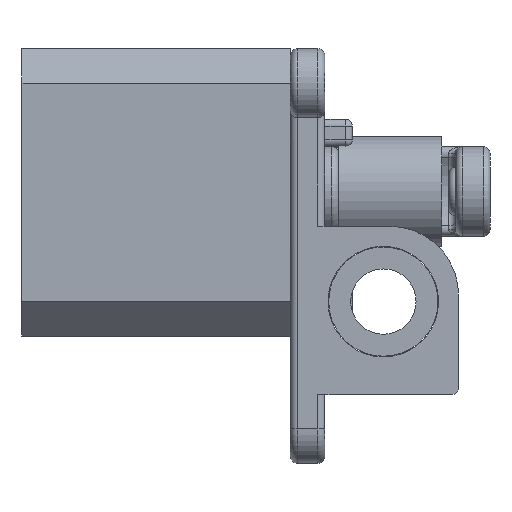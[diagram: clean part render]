
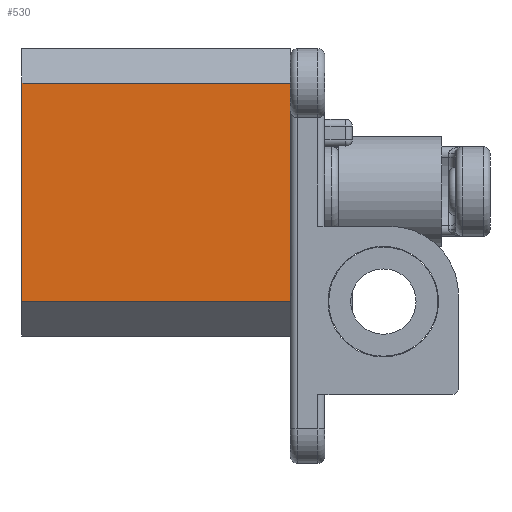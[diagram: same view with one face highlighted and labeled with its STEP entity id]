
A CAD part, left-side view. The second image highlights one B-rep face of the part: STEP entity #530.
In plain terms, the highlighted planar face has unit normal (-1, 0, 0).
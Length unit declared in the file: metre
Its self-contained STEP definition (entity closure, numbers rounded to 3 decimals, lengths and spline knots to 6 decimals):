
#530 = ADVANCED_FACE( '', ( #1162 ), #1163, .F. );
#1162 = FACE_OUTER_BOUND( '', #4263, .T. );
#1163 = PLANE( '', #4264 );
#4263 = EDGE_LOOP( '', ( #6106, #6107, #6108, #6109 ) );
#4264 = AXIS2_PLACEMENT_3D( '', #6110, #6111, #6112 );
#6106 = ORIENTED_EDGE( '', *, *, #6912, .T. );
#6107 = ORIENTED_EDGE( '', *, *, #7212, .T. );
#6108 = ORIENTED_EDGE( '', *, *, #7058, .F. );
#6109 = ORIENTED_EDGE( '', *, *, #6720, .T. );
#6110 = CARTESIAN_POINT( '', ( -0.021, 0.039, 0. ) );
#6111 = DIRECTION( '', ( 1., 0., 0. ) );
#6112 = DIRECTION( '', ( 0., 0., -1. ) );
#6720 = EDGE_CURVE( '', #7425, #7429, #7431, .T. );
#6912 = EDGE_CURVE( '', #7429, #7761, #7763, .T. );
#7058 = EDGE_CURVE( '', #7425, #7992, #7993, .T. );
#7212 = EDGE_CURVE( '', #7761, #7992, #8206, .T. );
#7425 = VERTEX_POINT( '', #8441 );
#7429 = VERTEX_POINT( '', #8447 );
#7431 = LINE( '', #8450, #8451 );
#7761 = VERTEX_POINT( '', #9361 );
#7763 = LINE( '', #9364, #9365 );
#7992 = VERTEX_POINT( '', #10030 );
#7993 = LINE( '', #10031, #10032 );
#8206 = LINE( '', #10513, #10514 );
#8441 = CARTESIAN_POINT( '', ( -0.021, 0.039, -0.016 ) );
#8447 = CARTESIAN_POINT( '', ( -0.021, 0., -0.016 ) );
#8450 = CARTESIAN_POINT( '', ( -0.021, 0.039, -0.016 ) );
#8451 = VECTOR( '', #10935, 1. );
#9361 = CARTESIAN_POINT( '', ( -0.021, 0., 0.01575 ) );
#9364 = CARTESIAN_POINT( '', ( -0.021, 0., 0. ) );
#9365 = VECTOR( '', #11208, 1. );
#10030 = CARTESIAN_POINT( '', ( -0.021, 0.039, 0.01575 ) );
#10031 = CARTESIAN_POINT( '', ( -0.021, 0.039, 0. ) );
#10032 = VECTOR( '', #11418, 1. );
#10513 = CARTESIAN_POINT( '', ( -0.021, 0.039, 0.01575 ) );
#10514 = VECTOR( '', #11625, 1. );
#10935 = DIRECTION( '', ( 0., -1., 0. ) );
#11208 = DIRECTION( '', ( 0., 0., 1. ) );
#11418 = DIRECTION( '', ( 0., 0., 1. ) );
#11625 = DIRECTION( '', ( 0., 1., 0. ) );
